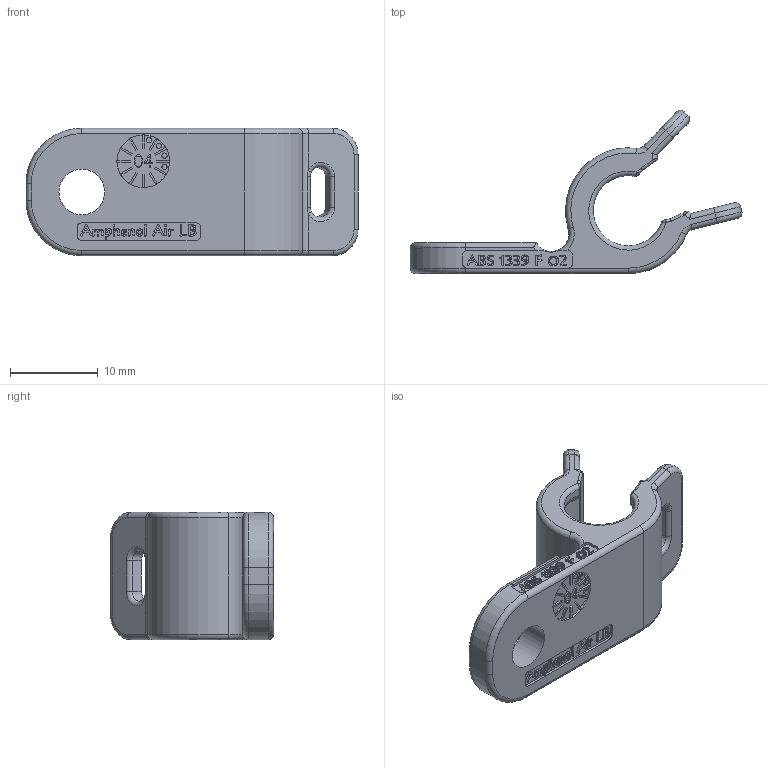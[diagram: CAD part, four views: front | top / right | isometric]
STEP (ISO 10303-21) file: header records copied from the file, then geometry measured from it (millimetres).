
FILE_DESCRIPTION((''),'2;1');
FILE_NAME('00326211200','2020-09-24T',('presta_be4'),(''),'CREO PARAMETRIC BY PTC INC, 2018360','CREO PARAMETRIC BY PTC INC, 2018360','');
FILE_SCHEMA(('CONFIG_CONTROL_DESIGN'));
Length unit declared in the file: millimetre
Products named in the file (1): 00326211200
Bounding box: 37.79 x 18.57 x 14.5 mm (x, y, z)
Volume: 2279.7 mm3; surface area: 2136.2 mm2
Topology: 1 solids, 1 shells, 847 faces, 2307 edges, 1506 vertices
Faces by surface type: extrusion 415, plane 282, cylinder 82, torus 36, bspline 28, cone 4
Entity records: 30095 total; most frequent: CARTESIAN_POINT 10390, ORIENTED_EDGE 4614, DIRECTION 2836, EDGE_CURVE 2307, VECTOR 1592, VERTEX_POINT 1506, B_SPLINE_CURVE_WITH_KNOTS 1327, LINE 1177
